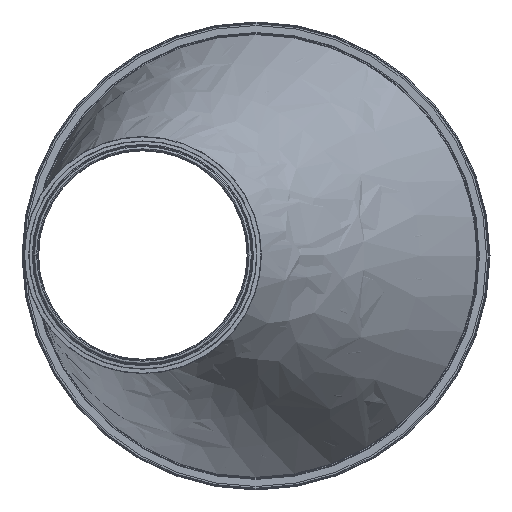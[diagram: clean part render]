
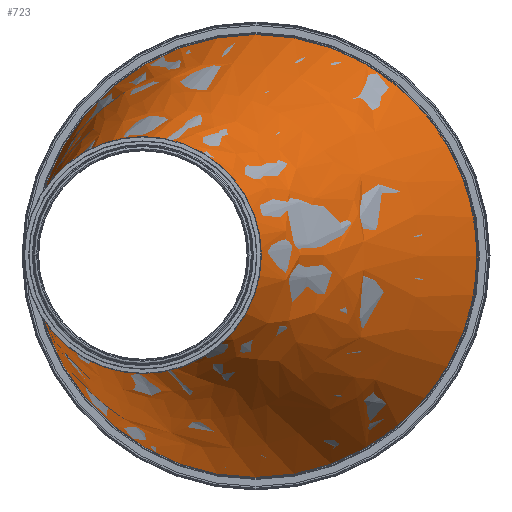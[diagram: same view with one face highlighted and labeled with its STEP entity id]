
A CAD part, top view. The second image highlights one B-rep face of the part: STEP entity #723.
In plain terms, the highlighted free-form (B-spline) face has degree [1, 2] with [2, 9] control points.
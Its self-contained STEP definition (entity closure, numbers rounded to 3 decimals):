
#151=CARTESIAN_POINT('',(61.525,0.0,0.0));
#152=VERTEX_POINT('',#151);
#153=CARTESIAN_POINT('',(-61.525,0.,0.0));
#154=VERTEX_POINT('',#153);
#327=CARTESIAN_POINT('',(0.0,0.0,0.0));
#328=DIRECTION('',(0.0,0.0,-1.0));
#329=DIRECTION('',(1.0,0.0,0.0));
#330=AXIS2_PLACEMENT_3D('',#327,#328,#329);
#331=CIRCLE('',#330,61.525);
#332=EDGE_CURVE('',#152,#154,#331,.T.);
#386=CARTESIAN_POINT('',(-61.525,0.0,-238.0));
#387=VERTEX_POINT('',#386);
#388=CARTESIAN_POINT('',(64.175,0.0,-238.0));
#389=DIRECTION('',(0.0,0.0,1.0));
#390=DIRECTION('',(1.0,0.0,0.0));
#391=AXIS2_PLACEMENT_3D('',#388,#389,#390);
#392=CIRCLE('',#391,125.7);
#393=EDGE_CURVE('',#387,#387,#392,.T.);
#684=CARTESIAN_POINT('',(-7.373,57.721,13.671));
#685=CARTESIAN_POINT('',(64.175,133.984,-269.734));
#686=CARTESIAN_POINT('',(-61.525,57.721,0.));
#687=CARTESIAN_POINT('',(-61.525,133.984,-301.468));
#688=CARTESIAN_POINT('',(-61.525,0.,0.));
#689=CARTESIAN_POINT('',(-61.525,0.,-301.468));
#690=CARTESIAN_POINT('',(-61.525,-57.721,0.));
#691=CARTESIAN_POINT('',(-61.525,-133.984,-301.468));
#692=CARTESIAN_POINT('',(-7.373,-57.721,13.671));
#693=CARTESIAN_POINT('',(64.175,-133.984,-269.734));
#694=CARTESIAN_POINT('',(46.78,-57.721,27.342));
#695=CARTESIAN_POINT('',(189.875,-133.984,-238.));
#696=CARTESIAN_POINT('',(46.78,0.,27.342));
#697=CARTESIAN_POINT('',(189.875,0.,-238.0));
#698=CARTESIAN_POINT('',(46.78,57.721,27.342));
#699=CARTESIAN_POINT('',(189.875,133.984,-238.));
#700=CARTESIAN_POINT('',(-7.373,57.721,13.671));
#701=CARTESIAN_POINT('',(64.175,133.984,-269.734));
#709=(BOUNDED_SURFACE()B_SPLINE_SURFACE(1,2,((#684,#686,#688,#690,#692,#694,#696,#698,#700),(#685,#687,#689,#691,#693,#695,#697,#699,#701)),.UNSPECIFIED.,.F.,.T.,.U.)B_SPLINE_SURFACE_WITH_KNOTS((2,2),(3,2,2,2,3),(-2.146,0.252),(0.0,197.851,395.703,593.554,791.405),.UNSPECIFIED.)GEOMETRIC_REPRESENTATION_ITEM()RATIONAL_B_SPLINE_SURFACE(((1.0,0.707,1.0,0.707,1.0,0.707,1.0,0.707,1.0),(1.0,0.707,1.0,0.707,1.0,0.707,1.0,0.707,1.0)))REPRESENTATION_ITEM('')SURFACE());
#710=ORIENTED_EDGE('',*,*,#332,.T.);
#711=CARTESIAN_POINT('',(0.0,0.0,0.0));
#712=DIRECTION('',(0.0,0.0,-1.0));
#713=DIRECTION('',(1.0,0.0,0.0));
#714=AXIS2_PLACEMENT_3D('',#711,#712,#713);
#715=CIRCLE('',#714,61.525);
#716=EDGE_CURVE('',#154,#152,#715,.T.);
#717=ORIENTED_EDGE('',*,*,#716,.T.);
#718=EDGE_LOOP('',(#710,#717));
#719=FACE_OUTER_BOUND('',#718,.T.);
#720=ORIENTED_EDGE('',*,*,#393,.T.);
#721=EDGE_LOOP('',(#720));
#722=FACE_BOUND('',#721,.T.);
#723=ADVANCED_FACE('',(#719,#722),#709,.T.);
